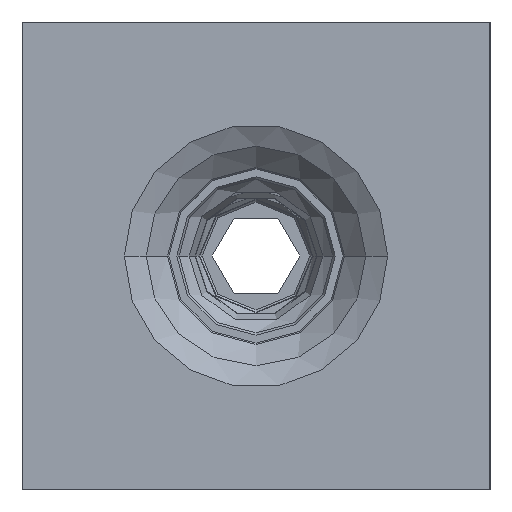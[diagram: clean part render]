
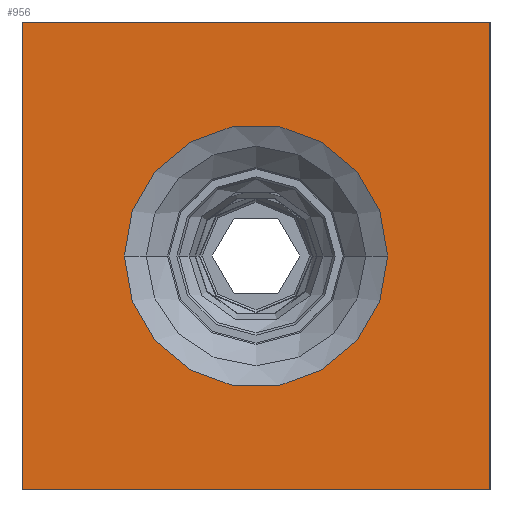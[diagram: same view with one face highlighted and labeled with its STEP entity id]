
A CAD part, left-side view. The second image highlights one B-rep face of the part: STEP entity #956.
In plain terms, the highlighted planar face has unit normal (-1, 0, 0).
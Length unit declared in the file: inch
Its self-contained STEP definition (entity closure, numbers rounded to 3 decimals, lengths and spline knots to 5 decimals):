
#284=DIRECTION('',(0.,-1.,0.));
#285=VECTOR('',#284,2.);
#286=CARTESIAN_POINT('',(0.,1.,-1.));
#287=LINE('339',#286,#285);
#300=DIRECTION('',(0.,0.,1.));
#301=VECTOR('',#300,2.);
#302=CARTESIAN_POINT('',(0.,1.,-1.));
#303=LINE('349',#302,#301);
#304=CARTESIAN_POINT('',(0.,0.,0.));
#305=DIRECTION('',(1.,0.,0.));
#306=DIRECTION('',(0.,1.,0.));
#307=AXIS2_PLACEMENT_3D('',#304,#305,#306);
#309=CARTESIAN_POINT('',(0.,0.,0.));
#310=DIRECTION('',(1.,0.,0.));
#311=DIRECTION('',(0.,-1.,0.));
#312=AXIS2_PLACEMENT_3D('',#309,#310,#311);
#332=DIRECTION('',(0.,0.,1.));
#333=VECTOR('',#332,2.);
#334=CARTESIAN_POINT('',(0.,-1.,-1.));
#335=LINE('351',#334,#333);
#336=DIRECTION('',(0.,-1.,0.));
#337=VECTOR('',#336,2.);
#338=CARTESIAN_POINT('',(0.,1.,1.));
#339=LINE('344',#338,#337);
#808=CARTESIAN_POINT('',(0.,1.,-1.));
#809=CARTESIAN_POINT('',(0.,-1.,-1.));
#810=VERTEX_POINT('',#808);
#811=VERTEX_POINT('',#809);
#816=CARTESIAN_POINT('',(0.,1.,1.));
#817=CARTESIAN_POINT('',(0.,-1.,1.));
#818=VERTEX_POINT('',#816);
#819=VERTEX_POINT('',#817);
#868=CARTESIAN_POINT('',(0.,0.5625,0.));
#869=CARTESIAN_POINT('',(0.,-0.5625,0.));
#870=VERTEX_POINT('',#868);
#871=VERTEX_POINT('',#869);
#936=CARTESIAN_POINT('',(0.,1.,-1.));
#937=DIRECTION('',(-1.,0.,0.));
#938=DIRECTION('',(0.,-1.,0.));
#939=AXIS2_PLACEMENT_3D('',#936,#937,#938);
#940=PLANE('348',#939);
#941=ORIENTED_EDGE('339',*,*,#925,.F.);
#943=ORIENTED_EDGE('349',*,*,#942,.T.);
#945=ORIENTED_EDGE('344',*,*,#944,.T.);
#947=ORIENTED_EDGE('351',*,*,#946,.F.);
#948=EDGE_LOOP('348',(#941,#943,#945,#947));
#949=FACE_OUTER_BOUND('348',#948,.F.);
#951=ORIENTED_EDGE('525',*,*,#950,.F.);
#953=ORIENTED_EDGE('526',*,*,#952,.F.);
#954=EDGE_LOOP('348',(#951,#953));
#955=FACE_BOUND('348',#954,.F.);
#308=CIRCLE('525',#307,0.5625);
#313=CIRCLE('526',#312,0.5625);
#925=EDGE_CURVE('339',#810,#811,#287,.T.);
#942=EDGE_CURVE('349',#810,#818,#303,.T.);
#944=EDGE_CURVE('344',#818,#819,#339,.T.);
#946=EDGE_CURVE('351',#811,#819,#335,.T.);
#950=EDGE_CURVE('525',#870,#871,#308,.T.);
#952=EDGE_CURVE('526',#871,#870,#313,.T.);
#956=ADVANCED_FACE('348',(#949,#955),#940,.T.);
